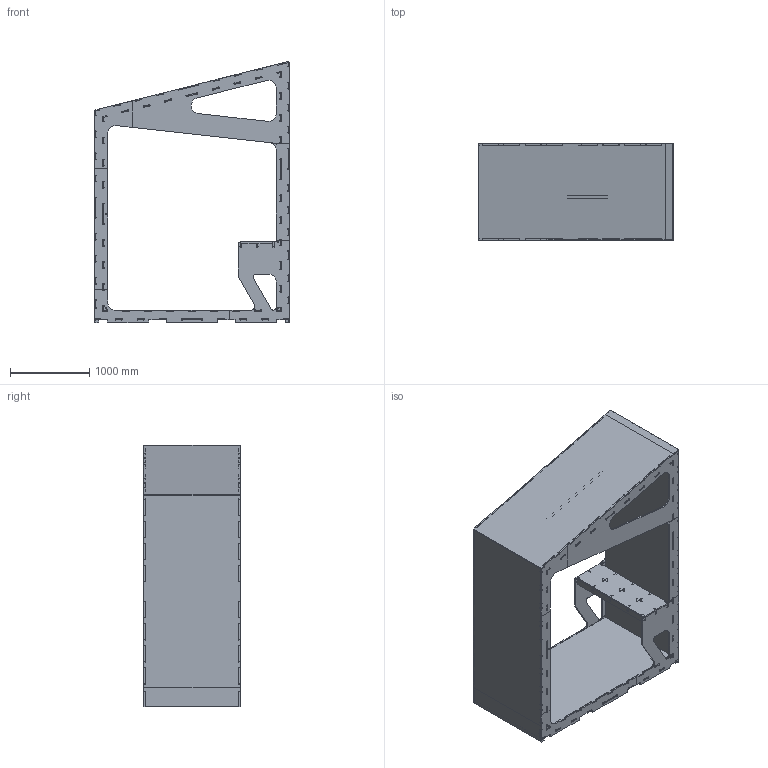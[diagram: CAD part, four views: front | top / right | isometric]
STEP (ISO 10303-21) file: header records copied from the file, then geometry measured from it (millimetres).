
FILE_DESCRIPTION( ( '' ), ' ' );
FILE_NAME( '5b215bf2e294120e95566fc5.step', '2018-06-13T18:01:23', ( '' ), ( '' ), ' ', ' ', ' ' );
FILE_SCHEMA( ( 'AUTOMOTIVE_DESIGN { 1 0 10303 214 1 1 1 1 }' ) );
Length unit declared in the file: metre
Products named in the file (24): Assem1; Part 1
Assembly tree (44 placements, depth 2):
  Assem1
    Part 1  x5
    Part 1
    Part 1
    Part 1
    Part 1
    Part 1  x3
    Part 1  x2
    Part 1
    Part 1
    Part 1
    Part 1
    Part 1  x2
    Part 1  x2
    Part 1  x2
    Part 1  x2
    Part 1  x3
    Part 1  x2
    Part 1  x2
    Part 1
    Part 1  x2
    Part 1  x6
    Part 1
    Part 1
Bounding box: 2464.31 x 1219.2 x 3306.49 mm (x, y, z)
Volume: 498882562.9 mm3; surface area: 68569701.2 mm2
Topology: 44 solids, 44 shells, 3068 faces, 8944 edges, 5964 vertices
Faces by surface type: plane 1670, cylinder 1398
Full cylindrical faces by diameter (mm): 12.7 x8
Entity records: 58860 total; most frequent: CARTESIAN_POINT 9819, DIRECTION 9804, ORIENTED_EDGE 9724, EDGE_CURVE 4862, LINE 3346, VECTOR 3346, VERTEX_POINT 3244, AXIS2_PLACEMENT_3D 3229
